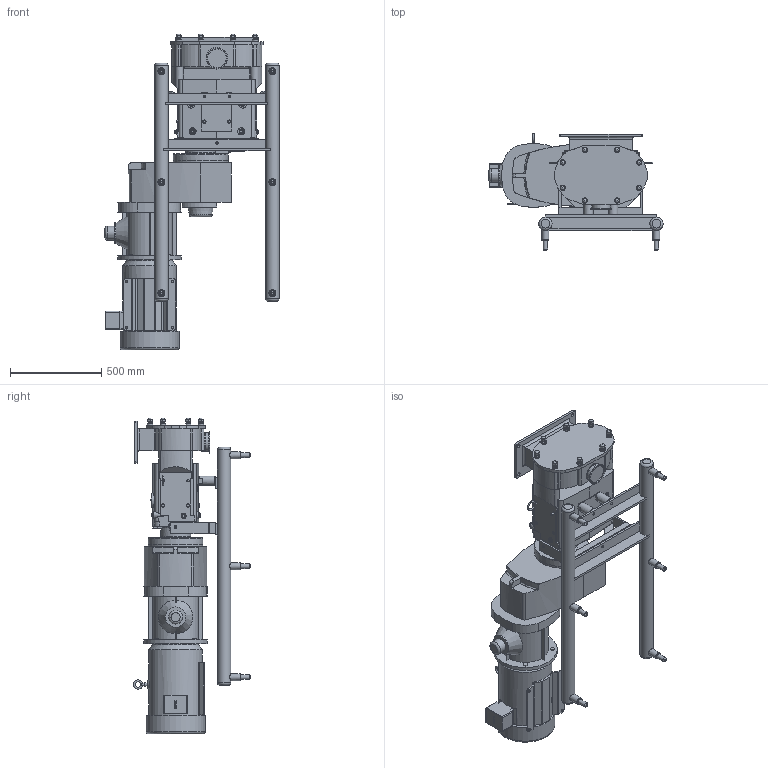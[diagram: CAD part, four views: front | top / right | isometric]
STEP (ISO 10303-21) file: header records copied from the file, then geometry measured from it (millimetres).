
FILE_DESCRIPTION(/* description */ (''),/* implementation_level */ '2;1');
FILE_NAME(/* name */ 'U3_214U3_256TC_(3.55 x 12.8)x4.0_S-Line_20HP_SIDE_SM.stp',/* time_stamp */ '2021-05-24T18:45:55+05:00',/* author */ ('trtmhr'),/* organization */ (''),/* preprocessor_version */ 'ST-DEVELOPER v18.1',/* originating_system */ 'Autodesk Inventor 2020',/* authorisation */ '');
FILE_SCHEMA (('AUTOMOTIVE_DESIGN { 1 0 10303 214 3 1 1 }'));
Length unit declared in the file: inch
Products named in the file (1): U3_214U3_256TC_(3.55 x 12.8)x4.0_S-Line_20HP_SIDE_SM
Bounding box: 956.16 x 643.7 x 1734.85 mm (x, y, z)
Volume: 176299910.7 mm3; surface area: 4612592 mm2
Topology: 6 solids, 6 shells, 1061 faces, 2876 edges, 1900 vertices
Faces by surface type: plane 565, cylinder 269, bspline 85, torus 70, cone 64, sphere 8
Full cylindrical faces by diameter (mm): 2.54 x2, 7.62 x1, 7.798 x1, 10.719 x5, 12.7 x2, 13.462 x4, 14.224 x2, 14.3 x3, 14.478 x1, 15.24 x1, 17.526 x4, 19.304 x1, 23.012 x8, 23.876 x3, 25.4 x11, 29.083 x8, 29.21 x2, 31.75 x3, 38.1 x10, 42.672 x2, 50.8 x2, 75.997 x1, 101.6 x1, 102.946 x2, 103.962 x1, 111.989 x1, 119.024 x1, 250.012 x1, 292.329 x1, 299.974 x1
Entity records: 36322 total; most frequent: CARTESIAN_POINT 9467, ORIENTED_EDGE 5710, DIRECTION 5455, EDGE_CURVE 2855, AXIS2_PLACEMENT_3D 1998, VERTEX_POINT 1900, LINE 1459, VECTOR 1459
